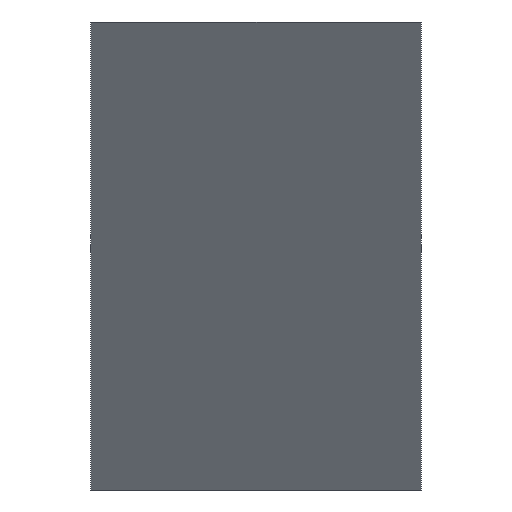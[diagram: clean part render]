
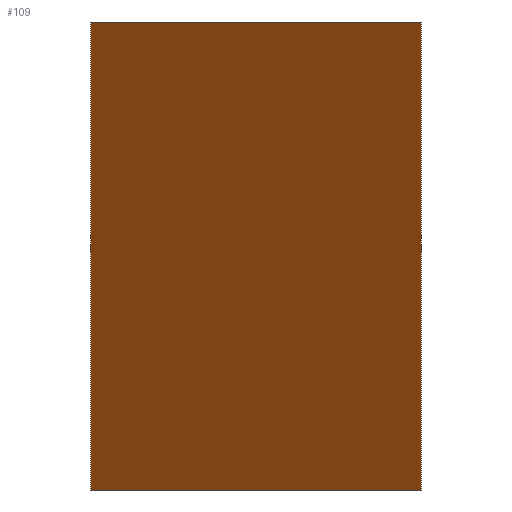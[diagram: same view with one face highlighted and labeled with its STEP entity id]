
A CAD part, front view. The second image highlights one B-rep face of the part: STEP entity #109.
In plain terms, the highlighted planar face has unit normal (-0.707, -0.707, 0).
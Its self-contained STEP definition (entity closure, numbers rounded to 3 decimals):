
#6 = LINE ( 'NONE', #118, #31 ) ;
#14 = CARTESIAN_POINT ( 'NONE',  ( 182.565, 45.919, 20. ) ) ;
#24 = DIRECTION ( 'NONE',  ( 0., 0., -1. ) ) ;
#29 = DIRECTION ( 'NONE',  ( 0., 0., -1. ) ) ;
#31 = VECTOR ( 'NONE', #94, 1000. ) ;
#33 = EDGE_CURVE ( 'NONE', #57, #117, #153, .T. ) ;
#39 = ORIENTED_EDGE ( 'NONE', *, *, #147, .F. ) ;
#46 = AXIS2_PLACEMENT_3D ( 'NONE', #95, #146, #156 ) ;
#47 = CARTESIAN_POINT ( 'NONE',  ( 182.565, 45.919, 0. ) ) ;
#49 = ORIENTED_EDGE ( 'NONE', *, *, #33, .T. ) ;
#51 = PLANE ( 'NONE',  #46 ) ;
#53 = EDGE_CURVE ( 'NONE', #103, #117, #135, .T. ) ;
#57 = VERTEX_POINT ( 'NONE', #47 ) ;
#67 = VECTOR ( 'NONE', #29, 1000. ) ;
#76 = DIRECTION ( 'NONE',  ( 0.707, -0.707, 0. ) ) ;
#81 = CARTESIAN_POINT ( 'NONE',  ( 196.707, 31.777, 0. ) ) ;
#88 = VERTEX_POINT ( 'NONE', #14 ) ;
#94 = DIRECTION ( 'NONE',  ( 0.707, -0.707, 0. ) ) ;
#95 = CARTESIAN_POINT ( 'NONE',  ( 182.565, 45.919, 20. ) ) ;
#96 = FACE_OUTER_BOUND ( 'NONE', #150, .T. ) ;
#99 = VECTOR ( 'NONE', #24, 1000. ) ;
#102 = LINE ( 'NONE', #158, #67 ) ;
#103 = VERTEX_POINT ( 'NONE', #133 ) ;
#109 = ADVANCED_FACE ( 'NONE', ( #96 ), #51, .F. ) ;
#117 = VERTEX_POINT ( 'NONE', #81 ) ;
#118 = CARTESIAN_POINT ( 'NONE',  ( 182.565, 45.919, 20. ) ) ;
#123 = ORIENTED_EDGE ( 'NONE', *, *, #53, .F. ) ;
#133 = CARTESIAN_POINT ( 'NONE',  ( 196.707, 31.777, 20. ) ) ;
#135 = LINE ( 'NONE', #144, #99 ) ;
#138 = EDGE_CURVE ( 'NONE', #88, #57, #102, .T. ) ;
#140 = VECTOR ( 'NONE', #76, 1000. ) ;
#144 = CARTESIAN_POINT ( 'NONE',  ( 196.707, 31.777, 20. ) ) ;
#145 = CARTESIAN_POINT ( 'NONE',  ( 182.565, 45.919, 0. ) ) ;
#146 = DIRECTION ( 'NONE',  ( 0.707, 0.707, 0. ) ) ;
#147 = EDGE_CURVE ( 'NONE', #88, #103, #6, .T. ) ;
#150 = EDGE_LOOP ( 'NONE', ( #49, #123, #39, #164 ) ) ;
#153 = LINE ( 'NONE', #145, #140 ) ;
#156 = DIRECTION ( 'NONE',  ( -0.707, 0.707, 0. ) ) ;
#158 = CARTESIAN_POINT ( 'NONE',  ( 182.565, 45.919, 20. ) ) ;
#164 = ORIENTED_EDGE ( 'NONE', *, *, #138, .T. ) ;
